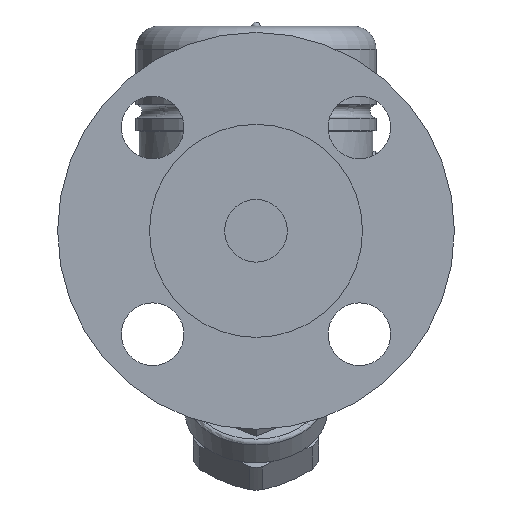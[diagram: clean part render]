
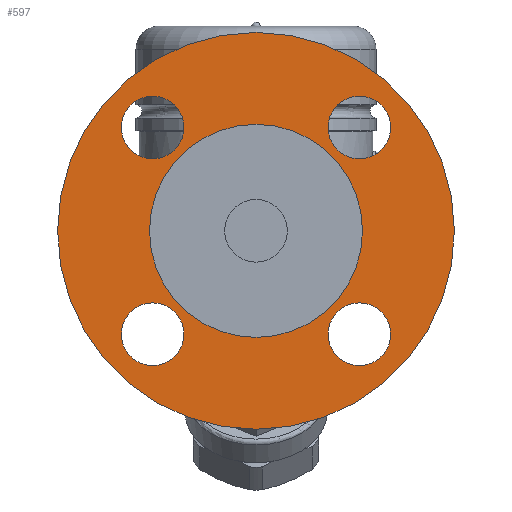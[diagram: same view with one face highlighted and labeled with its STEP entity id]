
A CAD part, left-side view. The second image highlights one B-rep face of the part: STEP entity #597.
In plain terms, the highlighted free-form (B-spline) face has degree [1, 1] with [2, 2] control points.
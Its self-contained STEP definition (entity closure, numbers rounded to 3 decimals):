
#418=CARTESIAN_POINT('',(-69.0,0.0,47.5));
#419=VERTEX_POINT('',#418);
#420=CARTESIAN_POINT('',(-69.0,0.0,0.));
#421=DIRECTION('',(-1.0,0.0,0.0));
#422=DIRECTION('',(0.0,0.0,1.0));
#423=AXIS2_PLACEMENT_3D('',#420,#421,#422);
#424=CIRCLE('',#423,47.5);
#425=EDGE_CURVE('',#419,#419,#424,.T.);
#441=CARTESIAN_POINT('',(-69.0,-17.249,24.749));
#442=VERTEX_POINT('',#441);
#443=CARTESIAN_POINT('',(-69.0,-24.749,24.749));
#444=DIRECTION('',(1.0,0.0,0.0));
#445=DIRECTION('',(0.0,1.0,0.0));
#446=AXIS2_PLACEMENT_3D('',#443,#444,#445);
#447=CIRCLE('',#446,7.5);
#448=EDGE_CURVE('',#442,#442,#447,.T.);
#461=CARTESIAN_POINT('',(-69.0,-24.749,-17.249));
#462=VERTEX_POINT('',#461);
#463=CARTESIAN_POINT('',(-69.0,-24.749,-24.749));
#464=DIRECTION('',(1.0,0.0,0.0));
#465=DIRECTION('',(0.0,0.0,1.0));
#466=AXIS2_PLACEMENT_3D('',#463,#464,#465);
#467=CIRCLE('',#466,7.5);
#468=EDGE_CURVE('',#462,#462,#467,.T.);
#481=CARTESIAN_POINT('',(-69.0,17.249,-24.749));
#482=VERTEX_POINT('',#481);
#483=CARTESIAN_POINT('',(-69.0,24.749,-24.749));
#484=DIRECTION('',(1.0,0.0,0.0));
#485=DIRECTION('',(0.0,-1.0,0.0));
#486=AXIS2_PLACEMENT_3D('',#483,#484,#485);
#487=CIRCLE('',#486,7.5);
#488=EDGE_CURVE('',#482,#482,#487,.T.);
#501=CARTESIAN_POINT('',(-69.0,24.749,17.249));
#502=VERTEX_POINT('',#501);
#503=CARTESIAN_POINT('',(-69.0,24.749,24.749));
#504=DIRECTION('',(1.0,0.0,0.0));
#505=DIRECTION('',(0.0,0.0,-1.0));
#506=AXIS2_PLACEMENT_3D('',#503,#504,#505);
#507=CIRCLE('',#506,7.5);
#508=EDGE_CURVE('',#502,#502,#507,.T.);
#559=CARTESIAN_POINT('',(-69.0,0.0,25.5));
#560=VERTEX_POINT('',#559);
#561=CARTESIAN_POINT('',(-69.0,0.0,0.));
#562=DIRECTION('',(-1.0,0.0,0.0));
#563=DIRECTION('',(0.0,0.0,1.0));
#564=AXIS2_PLACEMENT_3D('',#561,#562,#563);
#565=CIRCLE('',#564,25.5);
#566=EDGE_CURVE('',#560,#560,#565,.T.);
#574=CARTESIAN_POINT('',(-69.0,47.5,47.5));
#575=CARTESIAN_POINT('',(-69.0,47.5,-47.5));
#576=CARTESIAN_POINT('',(-69.0,-47.5,47.5));
#577=CARTESIAN_POINT('',(-69.0,-47.5,-47.5));
#578=B_SPLINE_SURFACE_WITH_KNOTS('',1,1,((#574,#576),(#575,#577)),.UNSPECIFIED.,.F.,.F.,.U.,(2,2),(2,2),(0.0,95.0),(0.0,95.0),.UNSPECIFIED.);
#579=ORIENTED_EDGE('',*,*,#425,.T.);
#580=EDGE_LOOP('',(#579));
#581=FACE_OUTER_BOUND('',#580,.T.);
#582=ORIENTED_EDGE('',*,*,#448,.T.);
#583=EDGE_LOOP('',(#582));
#584=FACE_BOUND('',#583,.T.);
#585=ORIENTED_EDGE('',*,*,#468,.T.);
#586=EDGE_LOOP('',(#585));
#587=FACE_BOUND('',#586,.T.);
#588=ORIENTED_EDGE('',*,*,#488,.T.);
#589=EDGE_LOOP('',(#588));
#590=FACE_BOUND('',#589,.T.);
#591=ORIENTED_EDGE('',*,*,#508,.T.);
#592=EDGE_LOOP('',(#591));
#593=FACE_BOUND('',#592,.T.);
#594=ORIENTED_EDGE('',*,*,#566,.F.);
#595=EDGE_LOOP('',(#594));
#596=FACE_BOUND('',#595,.T.);
#597=ADVANCED_FACE('',(#581,#584,#587,#590,#593,#596),#578,.T.);
